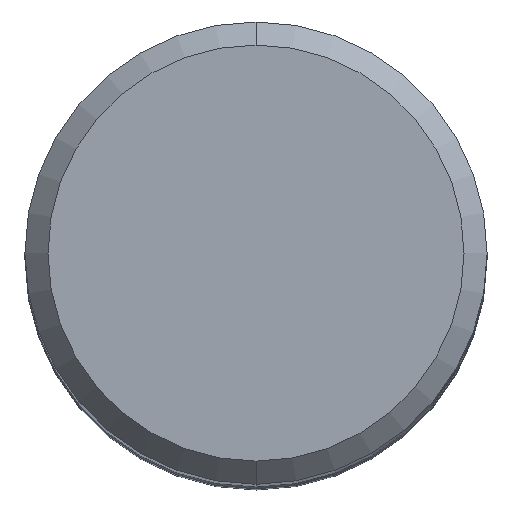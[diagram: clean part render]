
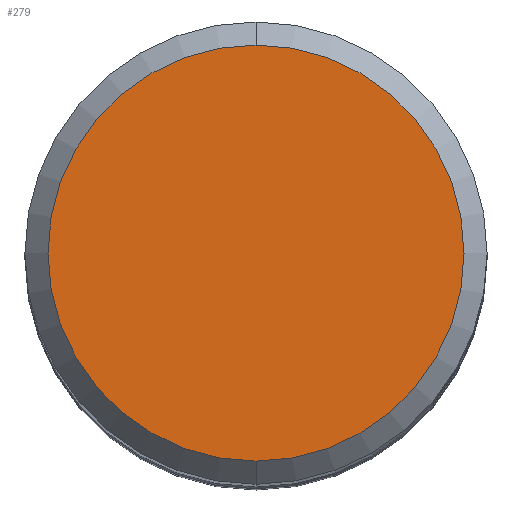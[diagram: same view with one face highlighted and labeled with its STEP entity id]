
A CAD part, top view. The second image highlights one B-rep face of the part: STEP entity #279.
In plain terms, the highlighted planar face has unit normal (0, 0, 1).
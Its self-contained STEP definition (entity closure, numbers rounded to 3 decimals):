
#201=VERTEX_POINT('',#527);
#279=ADVANCED_FACE('',(#613),#614,.T.);
#293=EDGE_CURVE('',#321,#201,#630,.T.);
#321=VERTEX_POINT('',#660);
#355=EDGE_CURVE('',#201,#321,#700,.T.);
#527=CARTESIAN_POINT('',(0.,-7.2,0.0));
#613=FACE_OUTER_BOUND('',#1037,.T.);
#614=PLANE('',#1038);
#630=CIRCLE('',#1071,7.2);
#660=CARTESIAN_POINT('',(0.0,7.2,0.0));
#700=CIRCLE('',#1211,7.2);
#1037=EDGE_LOOP('',(#1688,#1689));
#1038=AXIS2_PLACEMENT_3D('',#1690,#1691,#1692);
#1071=AXIS2_PLACEMENT_3D('',#1713,#1714,#1715);
#1211=AXIS2_PLACEMENT_3D('',#1819,#1820,#1821);
#1688=ORIENTED_EDGE('',*,*,#293,.F.);
#1689=ORIENTED_EDGE('',*,*,#355,.F.);
#1690=CARTESIAN_POINT('',(0.0,3.6,0.0));
#1691=DIRECTION('',(-0.0,0.0,1.0));
#1692=DIRECTION('',(0.0,-1.0,0.0));
#1713=CARTESIAN_POINT('',(0.0,0.0,0.0));
#1714=DIRECTION('',(0.0,0.0,-1.0));
#1715=DIRECTION('',(0.0,1.0,0.0));
#1819=CARTESIAN_POINT('',(0.0,0.0,0.0));
#1820=DIRECTION('',(0.0,0.0,-1.0));
#1821=DIRECTION('',(0.0,1.0,0.0));
